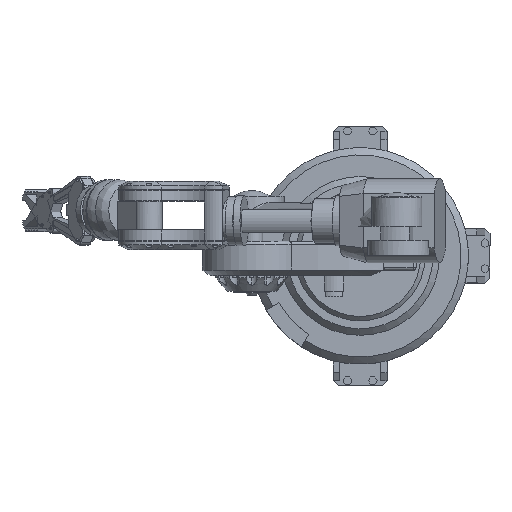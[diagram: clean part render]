
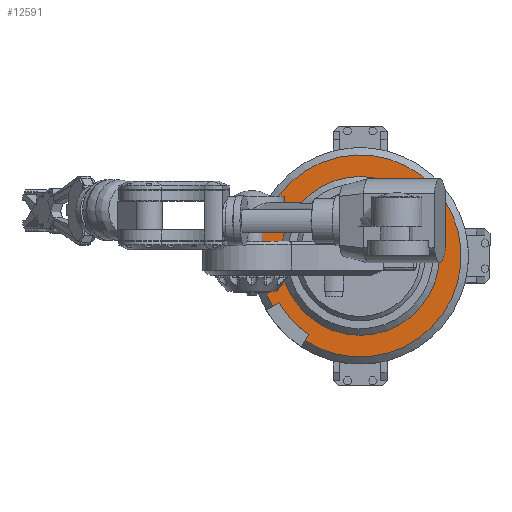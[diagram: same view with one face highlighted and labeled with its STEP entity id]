
A CAD part, top view. The second image highlights one B-rep face of the part: STEP entity #12591.
In plain terms, the highlighted planar face has unit normal (0, 0, 1).
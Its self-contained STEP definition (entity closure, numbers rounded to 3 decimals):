
#237=FACE_BOUND('',#1904,.T.);
#566=PLANE('',#13562);
#1065=FACE_OUTER_BOUND('',#1903,.T.);
#1903=EDGE_LOOP('',(#9152,#9153,#9154,#9155));
#1904=EDGE_LOOP('',(#9156));
#2786=LINE('',#19077,#3770);
#2794=LINE('',#19093,#3778);
#3770=VECTOR('',#14972,10.);
#3778=VECTOR('',#14982,10.);
#4755=CIRCLE('',#13395,110.);
#4756=CIRCLE('',#13400,130.);
#4777=CIRCLE('',#13423,140.);
#5466=VERTEX_POINT('',#19066);
#5467=VERTEX_POINT('',#19071);
#5469=VERTEX_POINT('',#19076);
#5473=VERTEX_POINT('',#19085);
#5476=VERTEX_POINT('',#19091);
#6665=EDGE_CURVE('',#5466,#5466,#4755,.T.);
#6667=EDGE_CURVE('',#5469,#5467,#2786,.T.);
#6675=EDGE_CURVE('',#5473,#5476,#2794,.T.);
#6676=EDGE_CURVE('',#5476,#5469,#4756,.T.);
#6697=EDGE_CURVE('',#5473,#5467,#4777,.T.);
#9152=ORIENTED_EDGE('',*,*,#6667,.T.);
#9153=ORIENTED_EDGE('',*,*,#6697,.F.);
#9154=ORIENTED_EDGE('',*,*,#6675,.T.);
#9155=ORIENTED_EDGE('',*,*,#6676,.T.);
#9156=ORIENTED_EDGE('',*,*,#6665,.T.);
#12591=ADVANCED_FACE('',(#1065,#237),#566,.T.);
#13395=AXIS2_PLACEMENT_3D('',#19068,#14966,#14967);
#13400=AXIS2_PLACEMENT_3D('',#19095,#14985,#14986);
#13423=AXIS2_PLACEMENT_3D('',#19135,#15031,#15032);
#13562=AXIS2_PLACEMENT_3D('',#19756,#15598,#15599);
#14966=DIRECTION('center_axis',(0.,0.,-1.));
#14967=DIRECTION('ref_axis',(-1.,0.,0.));
#14972=DIRECTION('',(-0.5,-0.866,0.));
#14982=DIRECTION('',(0.866,0.5,0.));
#14985=DIRECTION('center_axis',(0.,0.,1.));
#14986=DIRECTION('ref_axis',(-1.,0.,0.));
#15031=DIRECTION('center_axis',(0.,0.,-1.));
#15032=DIRECTION('ref_axis',(1.,0.,0.));
#15598=DIRECTION('center_axis',(0.,0.,1.));
#15599=DIRECTION('ref_axis',(1.,0.,0.));
#19066=CARTESIAN_POINT('',(110.,0.,75.));
#19068=CARTESIAN_POINT('Origin',(0.,0.,75.));
#19071=CARTESIAN_POINT('',(-76.123,-117.496,75.));
#19076=CARTESIAN_POINT('',(-71.116,-108.823,75.));
#19077=CARTESIAN_POINT('',(-38.666,-52.617,75.));
#19085=CARTESIAN_POINT('',(-121.244,-70.,75.));
#19091=CARTESIAN_POINT('',(-112.583,-65.,75.));
#19093=CARTESIAN_POINT('',(-64.952,-37.5,75.));
#19095=CARTESIAN_POINT('Origin',(0.,0.,75.));
#19135=CARTESIAN_POINT('Origin',(0.,0.,75.));
#19756=CARTESIAN_POINT('Origin',(0.,0.,75.));
